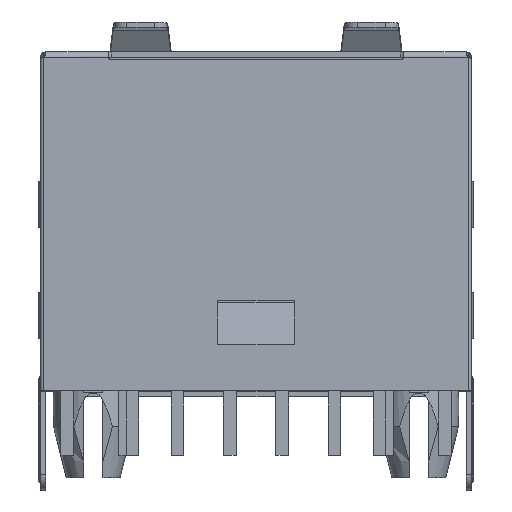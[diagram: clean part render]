
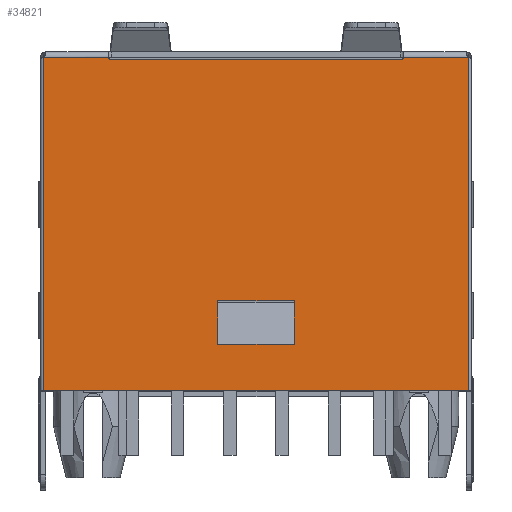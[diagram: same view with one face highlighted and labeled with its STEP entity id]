
A CAD part, top view. The second image highlights one B-rep face of the part: STEP entity #34821.
In plain terms, the highlighted planar face has unit normal (0, 0, 1).
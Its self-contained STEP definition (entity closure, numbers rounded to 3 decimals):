
#16438 = LINE ( 'NONE', #16477, #16476 ) ;
#16458 = CARTESIAN_POINT ( 'NONE',  ( -0.15, 16.375, 0.4 ) ) ;
#16475 = DIRECTION ( 'NONE',  ( 0., 1., 0. ) ) ;
#16476 = VECTOR ( 'NONE', #16475, 1000. ) ;
#16477 = CARTESIAN_POINT ( 'NONE',  ( -0.15, 9.875, 0.4 ) ) ;
#16549 = DIRECTION ( 'NONE',  ( 0., -1., 0. ) ) ;
#16550 = VECTOR ( 'NONE', #16549, 1000. ) ;
#16553 = CARTESIAN_POINT ( 'NONE',  ( 6.65, 6.875, 0.4 ) ) ;
#16564 = CARTESIAN_POINT ( 'NONE',  ( 6.65, 9.875, 0.4 ) ) ;
#16566 = LINE ( 'NONE', #16611, #16610 ) ;
#16567 = CARTESIAN_POINT ( 'NONE',  ( 16.45, 16.375, 0.4 ) ) ;
#16571 = LINE ( 'NONE', #16564, #16550 ) ;
#16578 = CARTESIAN_POINT ( 'NONE',  ( 9.65, 5.168, 0.4 ) ) ;
#16594 = DIRECTION ( 'NONE',  ( 1., 0., 0. ) ) ;
#16595 = VECTOR ( 'NONE', #16594, 1000. ) ;
#16596 = CARTESIAN_POINT ( 'NONE',  ( 8.15, 5.168, 0.4 ) ) ;
#16600 = CARTESIAN_POINT ( 'NONE',  ( 6.65, 5.168, 0.4 ) ) ;
#16606 = LINE ( 'NONE', #16596, #16595 ) ;
#16609 = DIRECTION ( 'NONE',  ( 0., 1., 0. ) ) ;
#16610 = VECTOR ( 'NONE', #16609, 1000. ) ;
#16611 = CARTESIAN_POINT ( 'NONE',  ( 9.65, 9.875, 0.4 ) ) ;
#16617 = CARTESIAN_POINT ( 'NONE',  ( -0.15, 3.375, 0.4 ) ) ;
#16623 = LINE ( 'NONE', #16666, #16649 ) ;
#16639 = CARTESIAN_POINT ( 'NONE',  ( 9.65, 6.875, 0.4 ) ) ;
#16648 = DIRECTION ( 'NONE',  ( 0., -1., 0. ) ) ;
#16649 = VECTOR ( 'NONE', #16648, 1000. ) ;
#16666 = CARTESIAN_POINT ( 'NONE',  ( 16.45, 9.875, 0.4 ) ) ;
#16721 = CARTESIAN_POINT ( 'NONE',  ( 16.45, 3.375, 0.4 ) ) ;
#17327 = CARTESIAN_POINT ( 'NONE',  ( 2.5, 16.275, 0.4 ) ) ;
#17331 = LINE ( 'NONE', #17366, #17365 ) ;
#17345 = CARTESIAN_POINT ( 'NONE',  ( 13.8, 16.275, 0.4 ) ) ;
#17356 = DIRECTION ( 'NONE',  ( 1., 0., 0. ) ) ;
#17357 = VECTOR ( 'NONE', #17356, 1000. ) ;
#17358 = CARTESIAN_POINT ( 'NONE',  ( 8.15, 16.275, 0.4 ) ) ;
#17359 = LINE ( 'NONE', #17358, #17357 ) ;
#17364 = DIRECTION ( 'NONE',  ( -1., 0., 0. ) ) ;
#17365 = VECTOR ( 'NONE', #17364, 1000. ) ;
#17366 = CARTESIAN_POINT ( 'NONE',  ( 8.15, 6.875, 0.4 ) ) ;
#17971 = CARTESIAN_POINT ( 'NONE',  ( 13.826, 16.275, 0.4 ) ) ;
#17972 = CARTESIAN_POINT ( 'NONE',  ( 13.8, 16.275, 0.4 ) ) ;
#17975 = B_SPLINE_CURVE_WITH_KNOTS ( 'NONE', 3,
 ( #17972, #17971, #18031, #18030, #18029, #18028 ),
 .UNSPECIFIED., .F., .F.,
 ( 4, 2, 4 ),
 ( 0., 0.5, 1. ),
 .UNSPECIFIED. ) ;
#17977 = CARTESIAN_POINT ( 'NONE',  ( 13.9, 16.375, 0.4 ) ) ;
#18002 = VECTOR ( 'NONE', #18014, 1000. ) ;
#18014 = DIRECTION ( 'NONE',  ( -1., 0., 0. ) ) ;
#18028 = CARTESIAN_POINT ( 'NONE',  ( 13.9, 16.375, 0.4 ) ) ;
#18029 = CARTESIAN_POINT ( 'NONE',  ( 13.9, 16.349, 0.4 ) ) ;
#18030 = CARTESIAN_POINT ( 'NONE',  ( 13.889, 16.323, 0.4 ) ) ;
#18031 = CARTESIAN_POINT ( 'NONE',  ( 13.852, 16.286, 0.4 ) ) ;
#18101 = CARTESIAN_POINT ( 'NONE',  ( 2.5, 16.275, 0.4 ) ) ;
#18102 = CARTESIAN_POINT ( 'NONE',  ( 2.474, 16.275, 0.4 ) ) ;
#18103 = CARTESIAN_POINT ( 'NONE',  ( 2.448, 16.286, 0.4 ) ) ;
#18104 = CARTESIAN_POINT ( 'NONE',  ( 2.411, 16.323, 0.4 ) ) ;
#18105 = CARTESIAN_POINT ( 'NONE',  ( 2.4, 16.349, 0.4 ) ) ;
#18106 = CARTESIAN_POINT ( 'NONE',  ( 2.4, 16.375, 0.4 ) ) ;
#18111 = B_SPLINE_CURVE_WITH_KNOTS ( 'NONE', 3,
 ( #18106, #18105, #18104, #18103, #18102, #18101 ),
 .UNSPECIFIED., .F., .F.,
 ( 4, 2, 4 ),
 ( 0., 0.5, 1. ),
 .UNSPECIFIED. ) ;
#18157 = CARTESIAN_POINT ( 'NONE',  ( 2.4, 16.375, 0.4 ) ) ;
#18633 = LINE ( 'NONE', #18645, #18644 ) ;
#18643 = DIRECTION ( 'NONE',  ( -1., 0., 0. ) ) ;
#18644 = VECTOR ( 'NONE', #18643, 1000. ) ;
#18645 = CARTESIAN_POINT ( 'NONE',  ( 8.15, 16.375, 0.4 ) ) ;
#18647 = DIRECTION ( 'NONE',  ( 1., 0., 0. ) ) ;
#18651 = VECTOR ( 'NONE', #18647, 1000. ) ;
#18658 = CARTESIAN_POINT ( 'NONE',  ( 8.15, 3.375, 0.4 ) ) ;
#18659 = LINE ( 'NONE', #18658, #18651 ) ;
#18862 = CARTESIAN_POINT ( 'NONE',  ( 8.15, 16.375, 0.4 ) ) ;
#18864 = LINE ( 'NONE', #18862, #18002 ) ;
#18886 = DIRECTION ( 'NONE',  ( 1., 0., 0. ) ) ;
#18889 = CARTESIAN_POINT ( 'NONE',  ( -0.482, 3.115, 0.4 ) ) ;
#18896 = PLANE ( 'NONE',  #18905 ) ;
#18902 = FACE_OUTER_BOUND ( 'NONE', #34802, .T. ) ;
#18905 = AXIS2_PLACEMENT_3D ( 'NONE', #18889, #18906, #18886 ) ;
#18906 = DIRECTION ( 'NONE',  ( 0., 0., 1. ) ) ;
#18907 = FACE_BOUND ( 'NONE', #34746, .T. ) ;
#33677 = EDGE_CURVE ( 'NONE', #33747, #33688, #16438, .T. ) ;
#33688 = VERTEX_POINT ( 'NONE', #16458 ) ;
#33727 = VERTEX_POINT ( 'NONE', #16567 ) ;
#33731 = VERTEX_POINT ( 'NONE', #16578 ) ;
#33733 = EDGE_CURVE ( 'NONE', #33742, #33743, #16571, .T. ) ;
#33737 = EDGE_CURVE ( 'NONE', #33731, #33753, #16566, .T. ) ;
#33742 = VERTEX_POINT ( 'NONE', #16553 ) ;
#33743 = VERTEX_POINT ( 'NONE', #16600 ) ;
#33744 = EDGE_CURVE ( 'NONE', #33743, #33731, #16606, .T. ) ;
#33747 = VERTEX_POINT ( 'NONE', #16617 ) ;
#33753 = VERTEX_POINT ( 'NONE', #16639 ) ;
#33770 = EDGE_CURVE ( 'NONE', #33727, #33796, #16623, .T. ) ;
#33796 = VERTEX_POINT ( 'NONE', #16721 ) ;
#34099 = VERTEX_POINT ( 'NONE', #17345 ) ;
#34102 = VERTEX_POINT ( 'NONE', #17327 ) ;
#34108 = EDGE_CURVE ( 'NONE', #33753, #33742, #17331, .T. ) ;
#34112 = EDGE_CURVE ( 'NONE', #34102, #34099, #17359, .T. ) ;
#34376 = EDGE_CURVE ( 'NONE', #34099, #34378, #17975, .T. ) ;
#34378 = VERTEX_POINT ( 'NONE', #17977 ) ;
#34427 = EDGE_CURVE ( 'NONE', #34446, #34102, #18111, .T. ) ;
#34446 = VERTEX_POINT ( 'NONE', #18157 ) ;
#34746 = EDGE_LOOP ( 'NONE', ( #34817, #34812, #34822, #34800 ) ) ;
#34793 = ORIENTED_EDGE ( 'NONE', *, *, #34112, .F. ) ;
#34800 = ORIENTED_EDGE ( 'NONE', *, *, #33744, .F. ) ;
#34801 = EDGE_CURVE ( 'NONE', #33747, #33796, #18659, .T. ) ;
#34802 = EDGE_LOOP ( 'NONE', ( #34823, #34804, #34806, #34805, #34809, #34808, #34793, #34818 ) ) ;
#34803 = EDGE_CURVE ( 'NONE', #34446, #33688, #18864, .T. ) ;
#34804 = ORIENTED_EDGE ( 'NONE', *, *, #33677, .F. ) ;
#34805 = ORIENTED_EDGE ( 'NONE', *, *, #33770, .F. ) ;
#34806 = ORIENTED_EDGE ( 'NONE', *, *, #34801, .T. ) ;
#34808 = ORIENTED_EDGE ( 'NONE', *, *, #34376, .F. ) ;
#34809 = ORIENTED_EDGE ( 'NONE', *, *, #34813, .T. ) ;
#34812 = ORIENTED_EDGE ( 'NONE', *, *, #34108, .F. ) ;
#34813 = EDGE_CURVE ( 'NONE', #33727, #34378, #18633, .T. ) ;
#34817 = ORIENTED_EDGE ( 'NONE', *, *, #33733, .F. ) ;
#34818 = ORIENTED_EDGE ( 'NONE', *, *, #34427, .F. ) ;
#34821 = ADVANCED_FACE ( 'NONE', ( #18907, #18902 ), #18896, .T. ) ;
#34822 = ORIENTED_EDGE ( 'NONE', *, *, #33737, .F. ) ;
#34823 = ORIENTED_EDGE ( 'NONE', *, *, #34803, .T. ) ;
